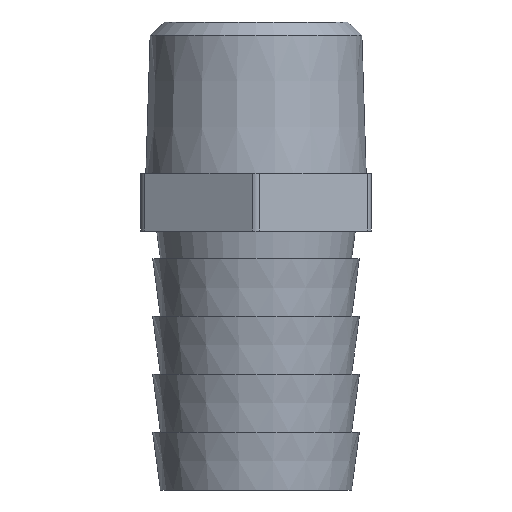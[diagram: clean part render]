
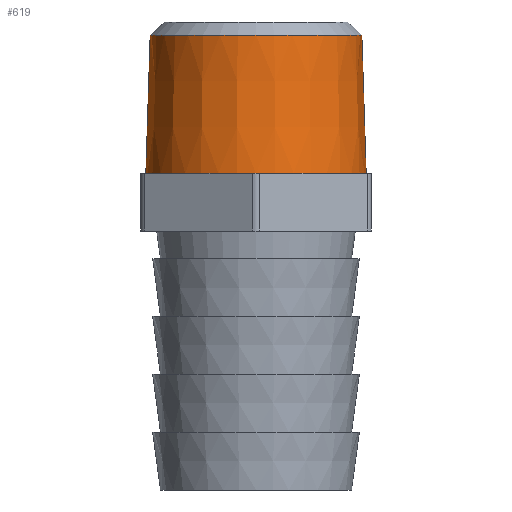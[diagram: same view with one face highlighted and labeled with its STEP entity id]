
A CAD part, front view. The second image highlights one B-rep face of the part: STEP entity #619.
In plain terms, the highlighted conical face has half-angle 1.78 degrees and reference radius 10.643 mm.
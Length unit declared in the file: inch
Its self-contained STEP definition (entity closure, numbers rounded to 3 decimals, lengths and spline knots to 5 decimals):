
#7 = EDGE_CURVE ( 'NONE', #976, #743, #676, .T. ) ;
#20 = CARTESIAN_POINT ( 'NONE',  ( 0.40268, 0., 0.63502 ) ) ;
#50 = AXIS2_PLACEMENT_3D ( 'NONE', #938, #181, #183 ) ;
#131 = CIRCLE ( 'NONE', #599, 0.419 ) ;
#136 = CARTESIAN_POINT ( 'NONE',  ( -0.40268, 0., 0.63502 ) ) ;
#181 = DIRECTION ( 'NONE',  ( 0., 0., -1. ) ) ;
#183 = DIRECTION ( 'NONE',  ( 1., 0., 0. ) ) ;
#207 = CARTESIAN_POINT ( 'NONE',  ( 0.419, 0., 0.11 ) ) ;
#229 = LINE ( 'NONE', #207, #646 ) ;
#241 = EDGE_LOOP ( 'NONE', ( #999, #664, #402, #588 ) ) ;
#252 = VERTEX_POINT ( 'NONE', #1004 ) ;
#273 = CARTESIAN_POINT ( 'NONE',  ( 0., 0., 0.63502 ) ) ;
#342 = EDGE_CURVE ( 'NONE', #743, #252, #131, .T. ) ;
#357 = DIRECTION ( 'NONE',  ( -1., 0., 0. ) ) ;
#393 = CONICAL_SURFACE ( 'NONE', #50, 0.419, 0.031 ) ;
#402 = ORIENTED_EDGE ( 'NONE', *, *, #342, .T. ) ;
#419 = FACE_OUTER_BOUND ( 'NONE', #241, .T. ) ;
#458 = VECTOR ( 'NONE', #475, 39.37008 ) ;
#475 = DIRECTION ( 'NONE',  ( -0.031, 0., -1. ) ) ;
#481 = DIRECTION ( 'NONE',  ( 0., 0., 1. ) ) ;
#553 = CIRCLE ( 'NONE', #608, 0.40268 ) ;
#588 = ORIENTED_EDGE ( 'NONE', *, *, #850, .F. ) ;
#599 = AXIS2_PLACEMENT_3D ( 'NONE', #977, #481, #1060 ) ;
#608 = AXIS2_PLACEMENT_3D ( 'NONE', #273, #847, #357 ) ;
#619 = ADVANCED_FACE ( 'NONE', ( #419 ), #393, .T. ) ;
#621 = CARTESIAN_POINT ( 'NONE',  ( -0.419, 0., 0.11 ) ) ;
#646 = VECTOR ( 'NONE', #871, 39.37008 ) ;
#652 = VERTEX_POINT ( 'NONE', #20 ) ;
#664 = ORIENTED_EDGE ( 'NONE', *, *, #7, .T. ) ;
#676 = LINE ( 'NONE', #1048, #458 ) ;
#743 = VERTEX_POINT ( 'NONE', #621 ) ;
#847 = DIRECTION ( 'NONE',  ( 0., 0., -1. ) ) ;
#850 = EDGE_CURVE ( 'NONE', #652, #252, #229, .T. ) ;
#871 = DIRECTION ( 'NONE',  ( 0.031, 0., -1. ) ) ;
#938 = CARTESIAN_POINT ( 'NONE',  ( 0., 0., 0.11 ) ) ;
#976 = VERTEX_POINT ( 'NONE', #136 ) ;
#977 = CARTESIAN_POINT ( 'NONE',  ( 0., 0., 0.11 ) ) ;
#999 = ORIENTED_EDGE ( 'NONE', *, *, #1067, .T. ) ;
#1004 = CARTESIAN_POINT ( 'NONE',  ( 0.419, 0., 0.11 ) ) ;
#1048 = CARTESIAN_POINT ( 'NONE',  ( -0.419, 0., 0.11 ) ) ;
#1060 = DIRECTION ( 'NONE',  ( 1., 0., 0. ) ) ;
#1067 = EDGE_CURVE ( 'NONE', #652, #976, #553, .T. ) ;
